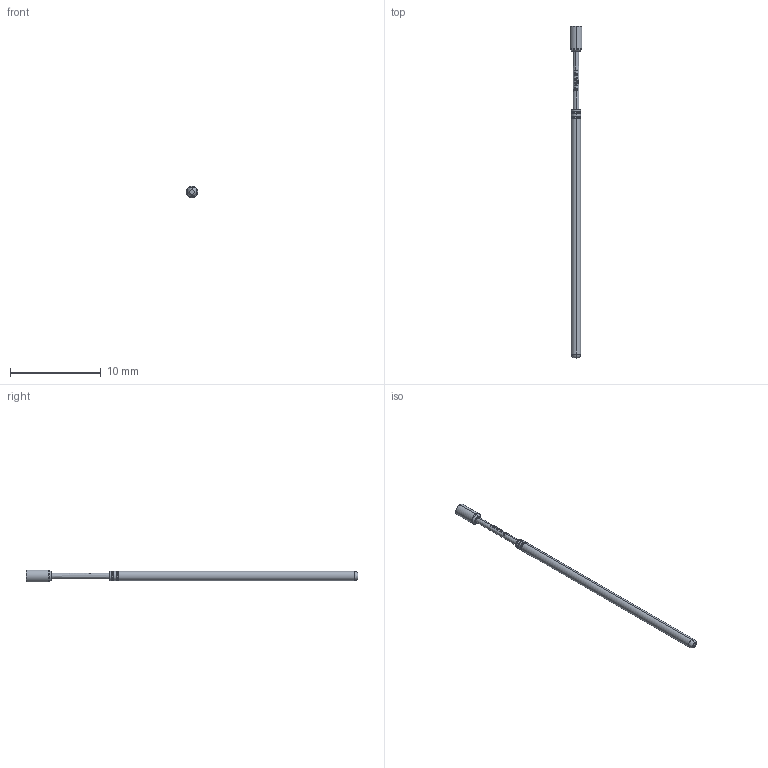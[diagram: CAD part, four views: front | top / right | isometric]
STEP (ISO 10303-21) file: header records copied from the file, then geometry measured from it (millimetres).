
FILE_DESCRIPTION (( 'STEP AP203' ), '1' );
FILE_NAME ('INGUN_GKS-075_006_130_A_xx00_LH.STEP', '2021-09-27T09:08:05', ( 'ochi' ), ( '' ), 'SwSTEP 2.0', 'SolidWorks 2018', '' );
FILE_SCHEMA (( 'CONFIG_CONTROL_DESIGN' ));
Length unit declared in the file: millimetre
Products named in the file (1): INGUN_GKS-075_006_130_A_xx00_LH
Bounding box: 1.3 x 36.6 x 1.3 mm (x, y, z)
Volume: 27.4 mm3; surface area: 121.7 mm2
Topology: 1 solids, 1 shells, 136 faces, 335 edges, 205 vertices
Faces by surface type: bspline 52, plane 40, cone 18, cylinder 16, torus 10
Entity records: 5076 total; most frequent: CARTESIAN_POINT 2361, ORIENTED_EDGE 670, DIRECTION 351, EDGE_CURVE 335, VERTEX_POINT 205, B_SPLINE_CURVE_WITH_KNOTS 174, EDGE_LOOP 140, FACE_OUTER_BOUND 136
